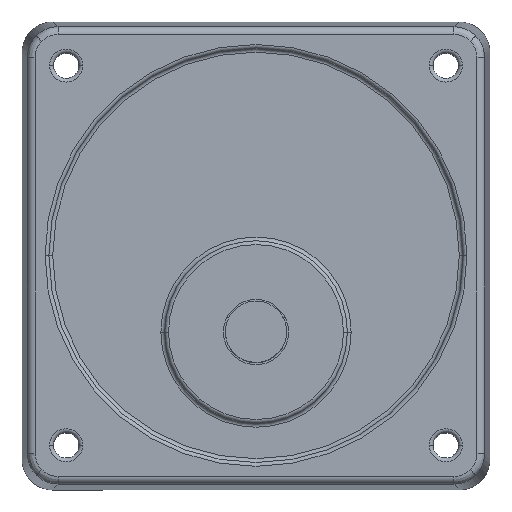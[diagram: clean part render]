
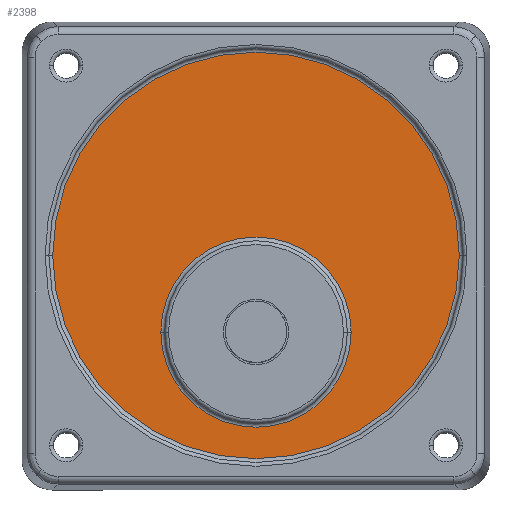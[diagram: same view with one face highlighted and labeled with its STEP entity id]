
A CAD part, top view. The second image highlights one B-rep face of the part: STEP entity #2398.
In plain terms, the highlighted planar face has unit normal (0, 0, 1).
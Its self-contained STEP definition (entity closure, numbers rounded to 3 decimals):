
#54 = CARTESIAN_POINT ( 'NONE',  ( 5.26, -17.053, 77.5 ) ) ;
#137 = DIRECTION ( 'NONE',  ( 1., 0., 0. ) ) ;
#415 = AXIS2_PLACEMENT_3D ( 'NONE', #5033, #1353, #3031 ) ;
#426 = VERTEX_POINT ( 'NONE', #644 ) ;
#471 = CARTESIAN_POINT ( 'NONE',  ( 31.76, -7.053, 77.5 ) ) ;
#554 = ORIENTED_EDGE ( 'NONE', *, *, #3443, .T. ) ;
#644 = CARTESIAN_POINT ( 'NONE',  ( -7.14, -17.053, 77.5 ) ) ;
#968 = DIRECTION ( 'NONE',  ( 0., 0., 1. ) ) ;
#1302 = CARTESIAN_POINT ( 'NONE',  ( 5.26, -7.053, 77.5 ) ) ;
#1353 = DIRECTION ( 'NONE',  ( 0., 0., 1. ) ) ;
#1505 = CIRCLE ( 'NONE', #5106, 12.4 ) ;
#1542 = AXIS2_PLACEMENT_3D ( 'NONE', #54, #1727, #3403 ) ;
#1543 = ORIENTED_EDGE ( 'NONE', *, *, #3791, .T. ) ;
#1611 = CIRCLE ( 'NONE', #1542, 12.4 ) ;
#1638 = CARTESIAN_POINT ( 'NONE',  ( 17.66, -17.053, 77.5 ) ) ;
#1715 = FACE_OUTER_BOUND ( 'NONE', #5018, .T. ) ;
#1727 = DIRECTION ( 'NONE',  ( 0., 0., -1. ) ) ;
#1804 = EDGE_CURVE ( 'NONE', #426, #2111, #1611, .T. ) ;
#2111 = VERTEX_POINT ( 'NONE', #1638 ) ;
#2239 = CARTESIAN_POINT ( 'NONE',  ( 5.26, -17.053, 77.5 ) ) ;
#2243 = ORIENTED_EDGE ( 'NONE', *, *, #1804, .T. ) ;
#2398 = ADVANCED_FACE ( 'NONE', ( #1715, #3389 ), #4983, .T. ) ;
#2653 = DIRECTION ( 'NONE',  ( 1., 0., 0. ) ) ;
#2759 = CARTESIAN_POINT ( 'NONE',  ( -21.24, -7.053, 77.5 ) ) ;
#2799 = CIRCLE ( 'NONE', #415, 26.5 ) ;
#2983 = DIRECTION ( 'NONE',  ( 0., 0., 1. ) ) ;
#3031 = DIRECTION ( 'NONE',  ( 1., 0., 0. ) ) ;
#3290 = AXIS2_PLACEMENT_3D ( 'NONE', #4684, #968, #2653 ) ;
#3364 = VERTEX_POINT ( 'NONE', #471 ) ;
#3382 = CIRCLE ( 'NONE', #3290, 26.5 ) ;
#3389 = FACE_BOUND ( 'NONE', #3854, .T. ) ;
#3403 = DIRECTION ( 'NONE',  ( 1., 0., 0. ) ) ;
#3443 = EDGE_CURVE ( 'NONE', #3364, #4528, #3382, .T. ) ;
#3791 = EDGE_CURVE ( 'NONE', #2111, #426, #1505, .T. ) ;
#3854 = EDGE_LOOP ( 'NONE', ( #1543, #2243 ) ) ;
#3883 = DIRECTION ( 'NONE',  ( 0., 0., -1. ) ) ;
#4399 = EDGE_CURVE ( 'NONE', #4528, #3364, #2799, .T. ) ;
#4528 = VERTEX_POINT ( 'NONE', #2759 ) ;
#4585 = AXIS2_PLACEMENT_3D ( 'NONE', #1302, #2983, #4606 ) ;
#4606 = DIRECTION ( 'NONE',  ( 1., 0., 0. ) ) ;
#4684 = CARTESIAN_POINT ( 'NONE',  ( 5.26, -7.053, 77.5 ) ) ;
#4789 = ORIENTED_EDGE ( 'NONE', *, *, #4399, .T. ) ;
#4983 = PLANE ( 'NONE',  #4585 ) ;
#5018 = EDGE_LOOP ( 'NONE', ( #554, #4789 ) ) ;
#5033 = CARTESIAN_POINT ( 'NONE',  ( 5.26, -7.053, 77.5 ) ) ;
#5106 = AXIS2_PLACEMENT_3D ( 'NONE', #2239, #3883, #137 ) ;
